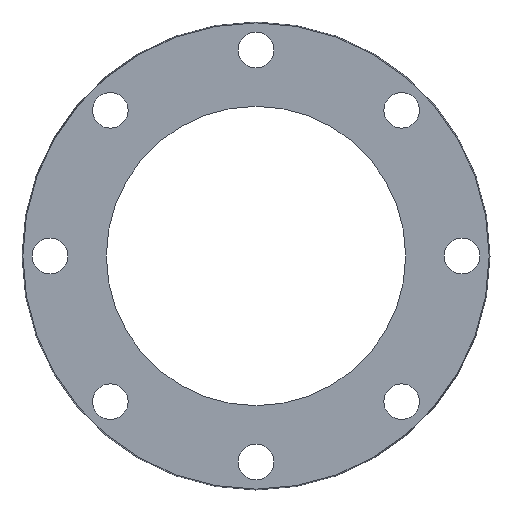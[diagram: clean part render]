
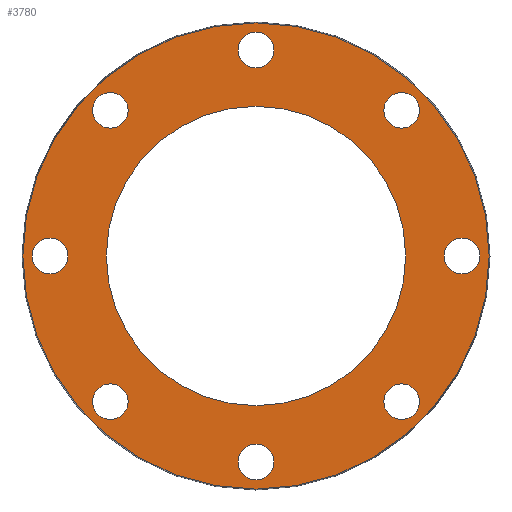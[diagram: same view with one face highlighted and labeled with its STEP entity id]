
A CAD part, front view. The second image highlights one B-rep face of the part: STEP entity #3780.
In plain terms, the highlighted planar face has unit normal (0, -1, 0).
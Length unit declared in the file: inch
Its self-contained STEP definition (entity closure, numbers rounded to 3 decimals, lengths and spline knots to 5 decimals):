
#29=FACE_BOUND('',#1067,.T.);
#30=FACE_BOUND('',#1068,.T.);
#31=FACE_BOUND('',#1069,.T.);
#32=FACE_BOUND('',#1070,.T.);
#33=FACE_BOUND('',#1071,.T.);
#34=FACE_BOUND('',#1072,.T.);
#35=FACE_BOUND('',#1073,.T.);
#36=FACE_BOUND('',#1074,.T.);
#37=FACE_BOUND('',#1075,.T.);
#80=PLANE('',#4347);
#863=FACE_OUTER_BOUND('',#1066,.T.);
#1066=EDGE_LOOP('',(#3568,#3569));
#1067=EDGE_LOOP('',(#3570,#3571));
#1068=EDGE_LOOP('',(#3572,#3573));
#1069=EDGE_LOOP('',(#3574,#3575));
#1070=EDGE_LOOP('',(#3576,#3577));
#1071=EDGE_LOOP('',(#3578,#3579));
#1072=EDGE_LOOP('',(#3580,#3581));
#1073=EDGE_LOOP('',(#3582,#3583));
#1074=EDGE_LOOP('',(#3584,#3585));
#1075=EDGE_LOOP('',(#3586,#3587));
#1102=CIRCLE('',#3832,0.08661);
#1105=CIRCLE('',#3835,0.08661);
#1106=CIRCLE('',#3837,0.08661);
#1109=CIRCLE('',#3840,0.08661);
#1110=CIRCLE('',#3842,0.08661);
#1113=CIRCLE('',#3845,0.08661);
#1114=CIRCLE('',#3847,0.08661);
#1117=CIRCLE('',#3850,0.08661);
#1118=CIRCLE('',#3852,0.08661);
#1121=CIRCLE('',#3855,0.08661);
#1122=CIRCLE('',#3857,0.08661);
#1125=CIRCLE('',#3860,0.08661);
#1126=CIRCLE('',#3862,0.08661);
#1129=CIRCLE('',#3865,0.08661);
#1130=CIRCLE('',#3867,0.08661);
#1133=CIRCLE('',#3870,0.08661);
#1134=CIRCLE('',#3872,0.72632);
#1137=CIRCLE('',#3875,0.72632);
#1139=CIRCLE('',#3878,1.13141);
#1140=CIRCLE('',#3879,1.13141);
#1456=VERTEX_POINT('',#5724);
#1457=VERTEX_POINT('',#5725);
#1460=VERTEX_POINT('',#5734);
#1461=VERTEX_POINT('',#5735);
#1464=VERTEX_POINT('',#5744);
#1465=VERTEX_POINT('',#5745);
#1468=VERTEX_POINT('',#5754);
#1469=VERTEX_POINT('',#5755);
#1472=VERTEX_POINT('',#5764);
#1473=VERTEX_POINT('',#5765);
#1476=VERTEX_POINT('',#5774);
#1477=VERTEX_POINT('',#5775);
#1480=VERTEX_POINT('',#5784);
#1481=VERTEX_POINT('',#5785);
#1484=VERTEX_POINT('',#5794);
#1485=VERTEX_POINT('',#5795);
#1488=VERTEX_POINT('',#5804);
#1489=VERTEX_POINT('',#5805);
#1494=VERTEX_POINT('',#5817);
#1495=VERTEX_POINT('',#5819);
#1862=EDGE_CURVE('',#1456,#1457,#1102,.T.);
#1866=EDGE_CURVE('',#1457,#1456,#1105,.T.);
#1867=EDGE_CURVE('',#1460,#1461,#1106,.T.);
#1871=EDGE_CURVE('',#1461,#1460,#1109,.T.);
#1872=EDGE_CURVE('',#1464,#1465,#1110,.T.);
#1876=EDGE_CURVE('',#1465,#1464,#1113,.T.);
#1877=EDGE_CURVE('',#1468,#1469,#1114,.T.);
#1881=EDGE_CURVE('',#1469,#1468,#1117,.T.);
#1882=EDGE_CURVE('',#1472,#1473,#1118,.T.);
#1886=EDGE_CURVE('',#1473,#1472,#1121,.T.);
#1887=EDGE_CURVE('',#1476,#1477,#1122,.T.);
#1891=EDGE_CURVE('',#1477,#1476,#1125,.T.);
#1892=EDGE_CURVE('',#1480,#1481,#1126,.T.);
#1896=EDGE_CURVE('',#1481,#1480,#1129,.T.);
#1897=EDGE_CURVE('',#1484,#1485,#1130,.T.);
#1901=EDGE_CURVE('',#1485,#1484,#1133,.T.);
#1902=EDGE_CURVE('',#1488,#1489,#1134,.T.);
#1906=EDGE_CURVE('',#1489,#1488,#1137,.T.);
#1909=EDGE_CURVE('',#1494,#1495,#1139,.T.);
#1910=EDGE_CURVE('',#1495,#1494,#1140,.T.);
#3568=ORIENTED_EDGE('',*,*,#1910,.F.);
#3569=ORIENTED_EDGE('',*,*,#1909,.F.);
#3570=ORIENTED_EDGE('',*,*,#1867,.F.);
#3571=ORIENTED_EDGE('',*,*,#1871,.F.);
#3572=ORIENTED_EDGE('',*,*,#1872,.F.);
#3573=ORIENTED_EDGE('',*,*,#1876,.F.);
#3574=ORIENTED_EDGE('',*,*,#1877,.F.);
#3575=ORIENTED_EDGE('',*,*,#1881,.F.);
#3576=ORIENTED_EDGE('',*,*,#1882,.F.);
#3577=ORIENTED_EDGE('',*,*,#1886,.F.);
#3578=ORIENTED_EDGE('',*,*,#1887,.F.);
#3579=ORIENTED_EDGE('',*,*,#1891,.F.);
#3580=ORIENTED_EDGE('',*,*,#1892,.F.);
#3581=ORIENTED_EDGE('',*,*,#1896,.F.);
#3582=ORIENTED_EDGE('',*,*,#1897,.F.);
#3583=ORIENTED_EDGE('',*,*,#1901,.F.);
#3584=ORIENTED_EDGE('',*,*,#1902,.F.);
#3585=ORIENTED_EDGE('',*,*,#1906,.F.);
#3586=ORIENTED_EDGE('',*,*,#1862,.F.);
#3587=ORIENTED_EDGE('',*,*,#1866,.F.);
#3780=ADVANCED_FACE('',(#863,#29,#30,#31,#32,#33,#34,#35,#36,#37),#80,.F.);
#3832=AXIS2_PLACEMENT_3D('',#5726,#4412,#4413);
#3835=AXIS2_PLACEMENT_3D('',#5732,#4419,#4420);
#3837=AXIS2_PLACEMENT_3D('',#5736,#4423,#4424);
#3840=AXIS2_PLACEMENT_3D('',#5742,#4430,#4431);
#3842=AXIS2_PLACEMENT_3D('',#5746,#4434,#4435);
#3845=AXIS2_PLACEMENT_3D('',#5752,#4441,#4442);
#3847=AXIS2_PLACEMENT_3D('',#5756,#4445,#4446);
#3850=AXIS2_PLACEMENT_3D('',#5762,#4452,#4453);
#3852=AXIS2_PLACEMENT_3D('',#5766,#4456,#4457);
#3855=AXIS2_PLACEMENT_3D('',#5772,#4463,#4464);
#3857=AXIS2_PLACEMENT_3D('',#5776,#4467,#4468);
#3860=AXIS2_PLACEMENT_3D('',#5782,#4474,#4475);
#3862=AXIS2_PLACEMENT_3D('',#5786,#4478,#4479);
#3865=AXIS2_PLACEMENT_3D('',#5792,#4485,#4486);
#3867=AXIS2_PLACEMENT_3D('',#5796,#4489,#4490);
#3870=AXIS2_PLACEMENT_3D('',#5802,#4496,#4497);
#3872=AXIS2_PLACEMENT_3D('',#5806,#4500,#4501);
#3875=AXIS2_PLACEMENT_3D('',#5812,#4507,#4508);
#3878=AXIS2_PLACEMENT_3D('',#5820,#4514,#4515);
#3879=AXIS2_PLACEMENT_3D('',#5821,#4516,#4517);
#4347=AXIS2_PLACEMENT_3D('',#6845,#5668,#5669);
#4412=DIRECTION('center_axis',(0.,-1.,0.));
#4413=DIRECTION('ref_axis',(0.,0.,1.));
#4419=DIRECTION('center_axis',(0.,-1.,0.));
#4420=DIRECTION('ref_axis',(0.,0.,1.));
#4423=DIRECTION('center_axis',(0.,-1.,0.));
#4424=DIRECTION('ref_axis',(0.,0.,1.));
#4430=DIRECTION('center_axis',(0.,-1.,0.));
#4431=DIRECTION('ref_axis',(0.,0.,1.));
#4434=DIRECTION('center_axis',(0.,-1.,0.));
#4435=DIRECTION('ref_axis',(0.,0.,1.));
#4441=DIRECTION('center_axis',(0.,-1.,0.));
#4442=DIRECTION('ref_axis',(0.,0.,1.));
#4445=DIRECTION('center_axis',(0.,-1.,0.));
#4446=DIRECTION('ref_axis',(0.,0.,1.));
#4452=DIRECTION('center_axis',(0.,-1.,0.));
#4453=DIRECTION('ref_axis',(0.,0.,1.));
#4456=DIRECTION('center_axis',(0.,-1.,0.));
#4457=DIRECTION('ref_axis',(0.,0.,1.));
#4463=DIRECTION('center_axis',(0.,-1.,0.));
#4464=DIRECTION('ref_axis',(0.,0.,1.));
#4467=DIRECTION('center_axis',(0.,-1.,0.));
#4468=DIRECTION('ref_axis',(0.,0.,1.));
#4474=DIRECTION('center_axis',(0.,-1.,0.));
#4475=DIRECTION('ref_axis',(0.,0.,1.));
#4478=DIRECTION('center_axis',(0.,-1.,0.));
#4479=DIRECTION('ref_axis',(0.,0.,1.));
#4485=DIRECTION('center_axis',(0.,-1.,0.));
#4486=DIRECTION('ref_axis',(0.,0.,1.));
#4489=DIRECTION('center_axis',(0.,-1.,0.));
#4490=DIRECTION('ref_axis',(0.,0.,1.));
#4496=DIRECTION('center_axis',(0.,-1.,0.));
#4497=DIRECTION('ref_axis',(0.,0.,1.));
#4500=DIRECTION('center_axis',(0.,-1.,0.));
#4501=DIRECTION('ref_axis',(0.,0.,1.));
#4507=DIRECTION('center_axis',(0.,-1.,0.));
#4508=DIRECTION('ref_axis',(0.,0.,1.));
#4514=DIRECTION('center_axis',(0.,1.,0.));
#4515=DIRECTION('ref_axis',(0.,0.,1.));
#4516=DIRECTION('center_axis',(0.,1.,0.));
#4517=DIRECTION('ref_axis',(0.,0.,1.));
#5668=DIRECTION('center_axis',(0.,1.,0.));
#5669=DIRECTION('ref_axis',(0.,0.,1.));
#5724=CARTESIAN_POINT('',(0.70711,0.,-0.62049));
#5725=CARTESIAN_POINT('',(0.70711,0.,-0.79372));
#5726=CARTESIAN_POINT('Origin',(0.70711,0.,-0.70711));
#5732=CARTESIAN_POINT('Origin',(0.70711,0.,-0.70711));
#5734=CARTESIAN_POINT('',(1.,0.,0.08661));
#5735=CARTESIAN_POINT('',(1.,0.,-0.08661));
#5736=CARTESIAN_POINT('Origin',(1.,0.,0.));
#5742=CARTESIAN_POINT('Origin',(1.,0.,0.));
#5744=CARTESIAN_POINT('',(0.70711,0.,0.79372));
#5745=CARTESIAN_POINT('',(0.70711,0.,0.62049));
#5746=CARTESIAN_POINT('Origin',(0.70711,0.,0.70711));
#5752=CARTESIAN_POINT('Origin',(0.70711,0.,0.70711));
#5754=CARTESIAN_POINT('',(0.,0.,1.08661));
#5755=CARTESIAN_POINT('',(0.,0.,0.91339));
#5756=CARTESIAN_POINT('Origin',(0.,0.,1.));
#5762=CARTESIAN_POINT('Origin',(0.,0.,1.));
#5764=CARTESIAN_POINT('',(-0.70711,0.,0.79372));
#5765=CARTESIAN_POINT('',(-0.70711,0.,0.62049));
#5766=CARTESIAN_POINT('Origin',(-0.70711,0.,0.70711));
#5772=CARTESIAN_POINT('Origin',(-0.70711,0.,0.70711));
#5774=CARTESIAN_POINT('',(-1.,0.,0.08661));
#5775=CARTESIAN_POINT('',(-1.,0.,-0.08661));
#5776=CARTESIAN_POINT('Origin',(-1.,0.,0.));
#5782=CARTESIAN_POINT('Origin',(-1.,0.,0.));
#5784=CARTESIAN_POINT('',(-0.70711,0.,-0.62049));
#5785=CARTESIAN_POINT('',(-0.70711,0.,-0.79372));
#5786=CARTESIAN_POINT('Origin',(-0.70711,0.,-0.70711));
#5792=CARTESIAN_POINT('Origin',(-0.70711,0.,-0.70711));
#5794=CARTESIAN_POINT('',(0.,0.,-0.91339));
#5795=CARTESIAN_POINT('',(0.,0.,-1.08661));
#5796=CARTESIAN_POINT('Origin',(0.,0.,-1.));
#5802=CARTESIAN_POINT('Origin',(0.,0.,-1.));
#5804=CARTESIAN_POINT('',(0.,0.,0.72632));
#5805=CARTESIAN_POINT('',(0.,0.,-0.72632));
#5806=CARTESIAN_POINT('Origin',(0.,0.,0.));
#5812=CARTESIAN_POINT('Origin',(0.,0.,0.));
#5817=CARTESIAN_POINT('',(0.,0.,-1.13141));
#5819=CARTESIAN_POINT('',(0.,0.,1.13141));
#5820=CARTESIAN_POINT('Origin',(0.,0.,0.));
#5821=CARTESIAN_POINT('Origin',(0.,0.,0.));
#6845=CARTESIAN_POINT('Origin',(0.05429,0.,-0.60086));
